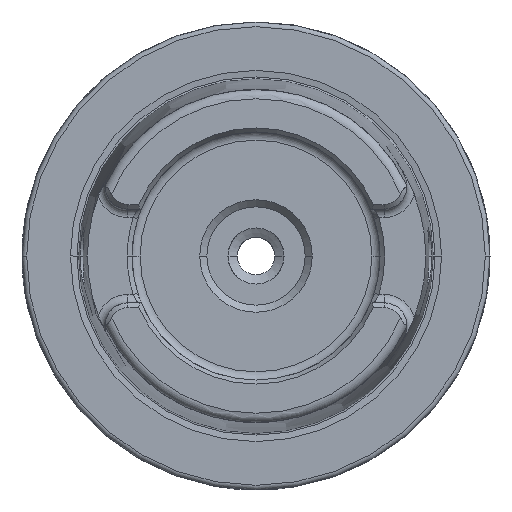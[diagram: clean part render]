
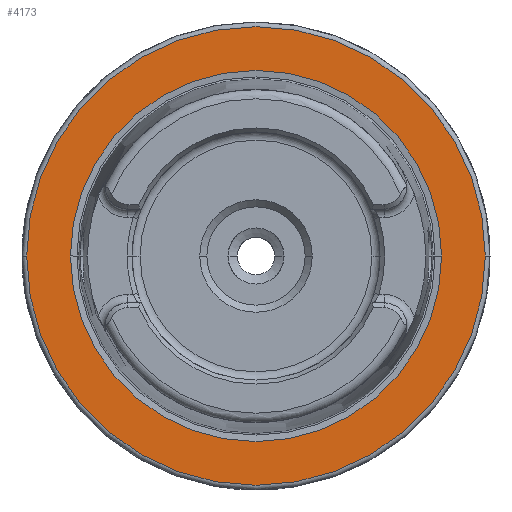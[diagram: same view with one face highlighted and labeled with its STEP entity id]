
A CAD part, left-side view. The second image highlights one B-rep face of the part: STEP entity #4173.
In plain terms, the highlighted planar face has unit normal (-1, 0, 0).
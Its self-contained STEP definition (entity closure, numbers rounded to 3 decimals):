
#668 = EDGE_CURVE ( 'NONE', #4784, #11228, #5055, .T. ) ;
#844 = AXIS2_PLACEMENT_3D ( 'NONE', #1247, #4977, #5852 ) ;
#847 = EDGE_CURVE ( 'NONE', #11228, #4784, #11100, .T. ) ;
#1247 = CARTESIAN_POINT ( 'NONE',  ( 0., 39.647, 0. ) ) ;
#1274 = EDGE_LOOP ( 'NONE', ( #6316, #9633 ) ) ;
#1421 = CARTESIAN_POINT ( 'NONE',  ( 0., 0., 0. ) ) ;
#1840 = AXIS2_PLACEMENT_3D ( 'NONE', #2886, #6501, #5614 ) ;
#2154 = CARTESIAN_POINT ( 'NONE',  ( 0., 0., 49. ) ) ;
#2320 = FACE_OUTER_BOUND ( 'NONE', #1274, .T. ) ;
#2886 = CARTESIAN_POINT ( 'NONE',  ( 0., 0., 0. ) ) ;
#3132 = PLANE ( 'NONE',  #844 ) ;
#3422 = CARTESIAN_POINT ( 'NONE',  ( 0., 0., 0. ) ) ;
#3508 = CIRCLE ( 'NONE', #9530, 49. ) ;
#3545 = CARTESIAN_POINT ( 'NONE',  ( 0., 0., -39.647 ) ) ;
#4140 = DIRECTION ( 'NONE',  ( 1., 0., 0. ) ) ;
#4173 = ADVANCED_FACE ( 'NONE', ( #7505, #2320 ), #3132, .T. ) ;
#4784 = VERTEX_POINT ( 'NONE', #3545 ) ;
#4977 = DIRECTION ( 'NONE',  ( -1., 0., 0. ) ) ;
#5045 = VERTEX_POINT ( 'NONE', #2154 ) ;
#5055 = CIRCLE ( 'NONE', #1840, 39.647 ) ;
#5294 = EDGE_CURVE ( 'NONE', #5045, #5915, #7658, .T. ) ;
#5614 = DIRECTION ( 'NONE',  ( 0., 0., -1. ) ) ;
#5762 = CARTESIAN_POINT ( 'NONE',  ( 0., 0., -49. ) ) ;
#5852 = DIRECTION ( 'NONE',  ( 0., 0., 1. ) ) ;
#5915 = VERTEX_POINT ( 'NONE', #5762 ) ;
#6023 = DIRECTION ( 'NONE',  ( 0., 0., -1. ) ) ;
#6316 = ORIENTED_EDGE ( 'NONE', *, *, #6354, .F. ) ;
#6354 = EDGE_CURVE ( 'NONE', #5915, #5045, #3508, .T. ) ;
#6501 = DIRECTION ( 'NONE',  ( 1., 0., 0. ) ) ;
#7027 = DIRECTION ( 'NONE',  ( 1., 0., 0. ) ) ;
#7108 = DIRECTION ( 'NONE',  ( 0., 0., -1. ) ) ;
#7505 = FACE_BOUND ( 'NONE', #9337, .T. ) ;
#7658 = CIRCLE ( 'NONE', #8018, 49. ) ;
#8018 = AXIS2_PLACEMENT_3D ( 'NONE', #3422, #7027, #10636 ) ;
#9160 = ORIENTED_EDGE ( 'NONE', *, *, #847, .T. ) ;
#9337 = EDGE_LOOP ( 'NONE', ( #9160, #10841 ) ) ;
#9530 = AXIS2_PLACEMENT_3D ( 'NONE', #11539, #11590, #7108 ) ;
#9633 = ORIENTED_EDGE ( 'NONE', *, *, #5294, .F. ) ;
#9773 = CARTESIAN_POINT ( 'NONE',  ( 0., 0., 39.647 ) ) ;
#10636 = DIRECTION ( 'NONE',  ( 0., 0., -1. ) ) ;
#10841 = ORIENTED_EDGE ( 'NONE', *, *, #668, .T. ) ;
#11100 = CIRCLE ( 'NONE', #11472, 39.647 ) ;
#11228 = VERTEX_POINT ( 'NONE', #9773 ) ;
#11472 = AXIS2_PLACEMENT_3D ( 'NONE', #1421, #4140, #6023 ) ;
#11539 = CARTESIAN_POINT ( 'NONE',  ( 0., 0., 0. ) ) ;
#11590 = DIRECTION ( 'NONE',  ( 1., 0., 0. ) ) ;
